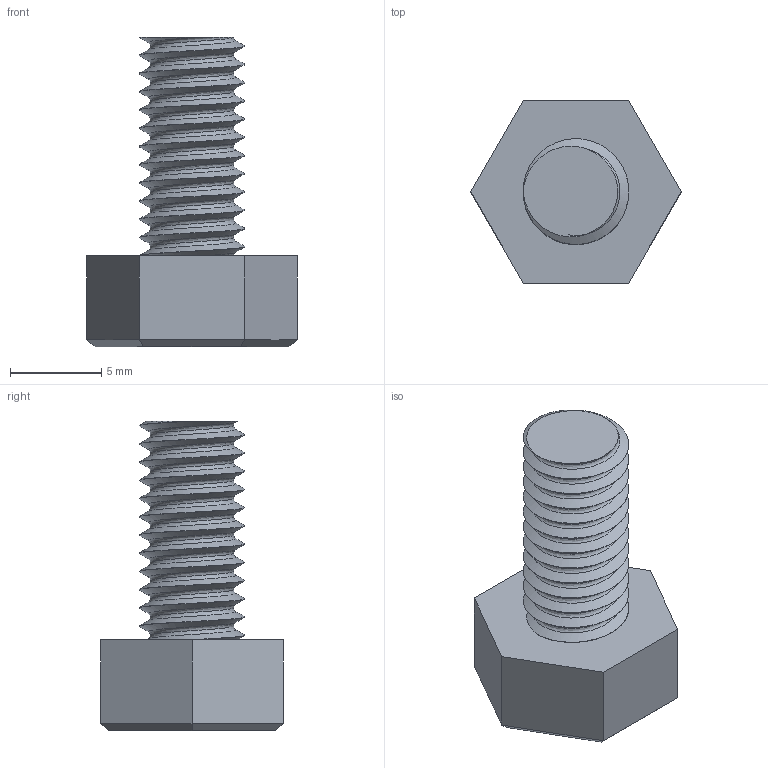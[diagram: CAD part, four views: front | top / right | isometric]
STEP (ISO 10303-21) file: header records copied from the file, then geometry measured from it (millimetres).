
FILE_DESCRIPTION(/* description */ (''),/* implementation_level */ '2;1');
FILE_NAME(/* name */ 'External Thread.stp',/* time_stamp */ '2018-06-28T14:20:38+01:00',/* author */ ('JamesB'),/* organization */ (''),/* preprocessor_version */ 'ST-DEVELOPER v17',/* originating_system */ 'Autodesk Inventor 2018',/* authorisation */ '');
FILE_SCHEMA (('AUTOMOTIVE_DESIGN { 1 0 10303 214 3 1 1 }'));
Length unit declared in the file: millimetre
Products named in the file (1): External Thread
Bounding box: 11.55 x 10 x 17 mm (x, y, z)
Volume: 670.3 mm3; surface area: 657.4 mm2
Topology: 1 solids, 1 shells, 33 faces, 84 edges, 54 vertices
Faces by surface type: plane 15, cylinder 14, bspline 4
Full cylindrical faces by diameter (mm): 5.8 x12
Entity records: 4838 total; most frequent: CARTESIAN_POINT 4116, ORIENTED_EDGE 168, DIRECTION 111, EDGE_CURVE 84, VERTEX_POINT 54, LINE 43, VECTOR 43, EDGE_LOOP 34
